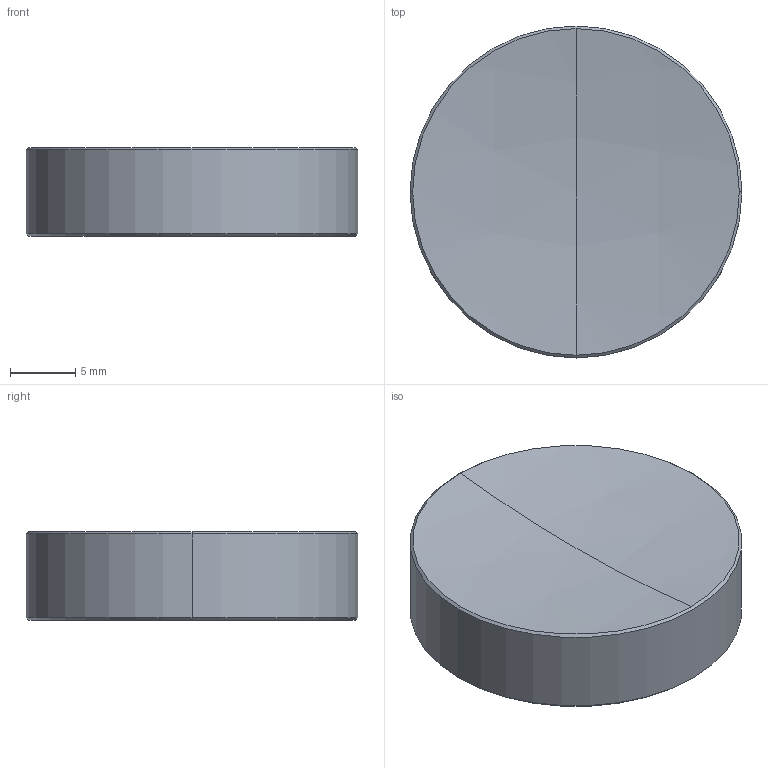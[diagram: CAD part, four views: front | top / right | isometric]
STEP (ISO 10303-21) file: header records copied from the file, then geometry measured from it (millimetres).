
FILE_DESCRIPTION (( 'STEP AP214' ), '1' );
FILE_NAME ('22612-E0W.STEP', '2011-07-14T15:22:24', ( 'Admin' ), ( '' ), 'SwSTEP 2.0', 'SolidWorks 2011', '' );
FILE_SCHEMA (( 'AUTOMOTIVE_DESIGN' ));
Length unit declared in the file: millimetre
Products named in the file (1): 22612-E0W
Bounding box: 25.4 x 25.4 x 6.78 mm (x, y, z)
Surface area: 1538.6 mm2 (no closed solid volume)
Topology: 0 solids, 26 shells, 45 faces, 514 edges, 495 vertices
Faces by surface type: plane 33, cone 4, bspline 4, cylinder 2, sphere 2
Entity records: 8359 total; most frequent: CARTESIAN_POINT 4783, ORIENTED_EDGE 544, EDGE_CURVE 514, VERTEX_POINT 495, DIRECTION 388, LINE 280, VECTOR 280, B_SPLINE_CURVE_WITH_KNOTS 222
